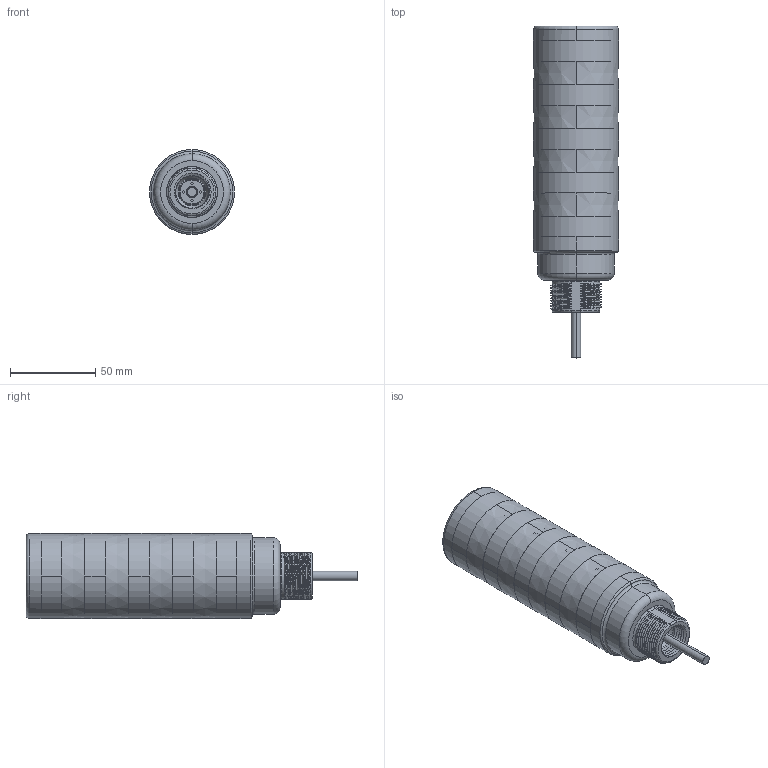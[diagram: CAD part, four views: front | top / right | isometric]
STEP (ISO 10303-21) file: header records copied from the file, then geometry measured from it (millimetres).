
FILE_DESCRIPTION((''),'2;1');
FILE_NAME('166580_ASM','2014-06-26T',('pdmadmin'),(''),'PRO/ENGINEER BY PARAMETRIC TECHNOLOGY CORPORATION, 2013230','PRO/ENGINEER BY PARAMETRIC TECHNOLOGY CORPORATION, 2013230','');
FILE_SCHEMA(('CONFIG_CONTROL_DESIGN'));
Products named in the file (8): 159072; 62676; 62677; CABLE_215; 158231_WEB; 158948; 158946; 166580_ASM
Assembly tree (14 placements, depth 2):
  166580_ASM
    159072
    62676
    62677
    CABLE_215
    158231_WEB  x5
    158948  x4
    158946
Bounding box: 50 x 195.2 x 50 mm (x, y, z)
Volume: 99616.5 mm3; surface area: 111607.3 mm2
Topology: 14 solids, 14 shells, 1758 faces, 4620 edges, 3011 vertices
Faces by surface type: plane 888, cylinder 462, cone 210, bspline 140, torus 58
Entity records: 54461 total; most frequent: CARTESIAN_POINT 35907, ORIENTED_EDGE 4048, DIRECTION 3524, EDGE_CURVE 2024, VERTEX_POINT 1307, AXIS2_PLACEMENT_3D 1297, VECTOR 930, LINE 930
